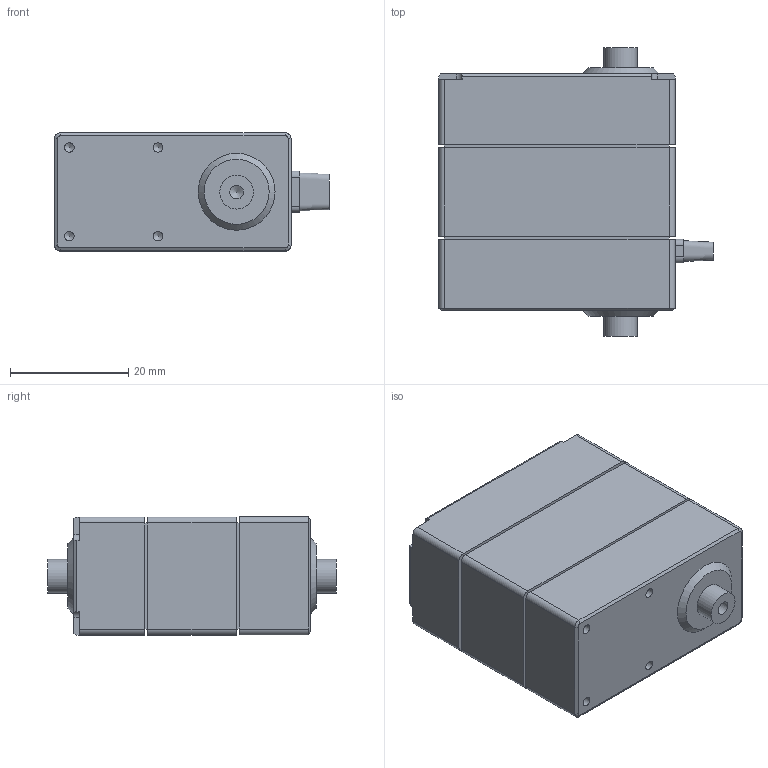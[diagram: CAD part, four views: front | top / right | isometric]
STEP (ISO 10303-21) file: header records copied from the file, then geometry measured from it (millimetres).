
FILE_DESCRIPTION(('HOOPS Exchange Step'),'2;1');
FILE_NAME('dual-shaft-servo-conversion.step','2023-05-20T16:40:20+00:00',('root'),('Unknown organisation'),'HOOPS Exchange 2023.1','HOOPS Exchange','Unknown authorisation');
FILE_SCHEMA( ('AP242_MANAGED_MODEL_BASED_3D_ENGINEERING_MIM_LF {1 0 10303 442 1 1 4 }') );
Length unit declared in the file: millimetre
Products named in the file (2): Predeterminado; dual-shaft-servo-step
Assembly tree (1 placements, depth 2):
  dual-shaft-servo-step
    Predeterminado
Bounding box: 46.5 x 48.8 x 20.07 mm (x, y, z)
Volume: 32203.6 mm3; surface area: 7213.1 mm2
Topology: 1 solids, 1 shells, 104 faces, 360 edges, 497 vertices
Faces by surface type: plane 55, cylinder 32, cone 16, bspline 1
Full cylindrical faces by diameter (mm): 1.6 x8, 2.3 x2, 5.7 x2
Entity records: 4641 total; most frequent: CARTESIAN_POINT 1033, DIRECTION 734, ORIENTED_EDGE 544, EDGE_CURVE 272, AXIS2_PLACEMENT_3D 246, STYLED_ITEM 242, VECTOR 242, LINE 242
